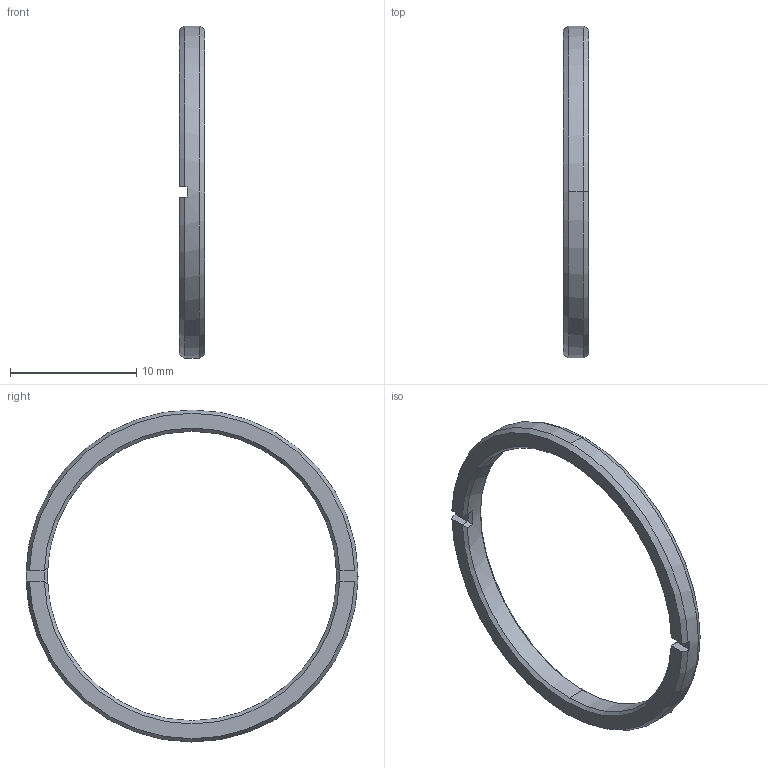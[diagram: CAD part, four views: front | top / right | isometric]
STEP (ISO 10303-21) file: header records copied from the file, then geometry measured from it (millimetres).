
FILE_DESCRIPTION (( 'STEP AP214' ), '1' );
FILE_NAME ('0082-E0W.STEP', '2014-07-09T14:00:09', ( '' ), ( '' ), 'SwSTEP 2.0', 'SolidWorks 2012', '' );
FILE_SCHEMA (( 'AUTOMOTIVE_DESIGN' ));
Length unit declared in the file: inch
Products named in the file (1): 0082-E0W
Bounding box: 2.03 x 26.29 x 26.29 mm (x, y, z)
Volume: 249.7 mm3; surface area: 524.8 mm2
Topology: 1 solids, 1 shells, 29 faces, 78 edges, 50 vertices
Faces by surface type: plane 13, cone 12, cylinder 4
Entity records: 1353 total; most frequent: CARTESIAN_POINT 218, ORIENTED_EDGE 156, DIRECTION 146, EDGE_CURVE 78, AXIS2_PLACEMENT_3D 58, VERTEX_POINT 50, UNCERTAINTY_MEASURE_WITH_UNIT 32, LENGTH_MEASURE_WITH_UNIT 32
